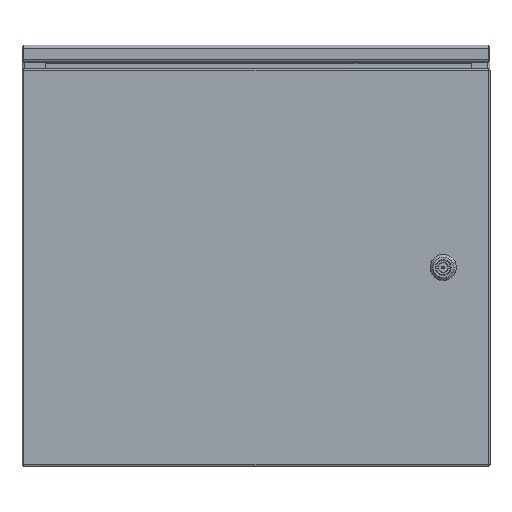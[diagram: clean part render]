
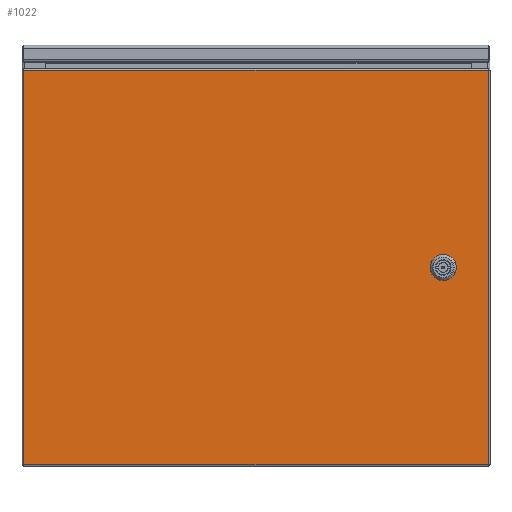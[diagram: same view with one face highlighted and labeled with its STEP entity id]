
A CAD part, top view. The second image highlights one B-rep face of the part: STEP entity #1022.
In plain terms, the highlighted planar face has unit normal (0, 0, 1).
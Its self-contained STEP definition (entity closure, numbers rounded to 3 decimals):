
#236 = AXIS2_PLACEMENT_3D ( 'NONE', #19408, #6364, #21635 ) ;
#397 = DIRECTION ( 'NONE',  ( 1., 0., 0. ) ) ;
#507 = LINE ( 'NONE', #21735, #16420 ) ;
#658 = CARTESIAN_POINT ( 'NONE',  ( 248., -210.5, 1.5 ) ) ;
#894 = ORIENTED_EDGE ( 'NONE', *, *, #23808, .F. ) ;
#1022 = ADVANCED_FACE ( 'NONE', ( #11154, #12488 ), #23631, .T. ) ;
#1043 = DIRECTION ( 'NONE',  ( -1., 0., 0. ) ) ;
#1072 = CARTESIAN_POINT ( 'NONE',  ( 194.944, 10.05, 1.5 ) ) ;
#1912 = ORIENTED_EDGE ( 'NONE', *, *, #27145, .T. ) ;
#2055 = CARTESIAN_POINT ( 'NONE',  ( 248., -210.929, 1.5 ) ) ;
#2098 = LINE ( 'NONE', #20967, #12877 ) ;
#2255 = ORIENTED_EDGE ( 'NONE', *, *, #20607, .F. ) ;
#2276 = ORIENTED_EDGE ( 'NONE', *, *, #15367, .F. ) ;
#2284 = VECTOR ( 'NONE', #13229, 1000. ) ;
#2980 = ORIENTED_EDGE ( 'NONE', *, *, #4148, .F. ) ;
#3188 = EDGE_CURVE ( 'NONE', #6012, #12933, #8006, .T. ) ;
#3410 = DIRECTION ( 'NONE',  ( 1., 0., 0. ) ) ;
#3504 = VERTEX_POINT ( 'NONE', #13314 ) ;
#3610 = VERTEX_POINT ( 'NONE', #26520 ) ;
#3614 = EDGE_CURVE ( 'NONE', #3504, #25773, #16511, .T. ) ;
#3663 = CARTESIAN_POINT ( 'NONE',  ( -248., -210.5, 1.5 ) ) ;
#3739 = CARTESIAN_POINT ( 'NONE',  ( 205.056, 10.05, 1.5 ) ) ;
#3761 = VECTOR ( 'NONE', #1043, 1000. ) ;
#3770 = DIRECTION ( 'NONE',  ( -1., 0., 0. ) ) ;
#3827 = CARTESIAN_POINT ( 'NONE',  ( 205.056, -10.05, 1.5 ) ) ;
#3866 = VECTOR ( 'NONE', #24051, 1000. ) ;
#4008 = CARTESIAN_POINT ( 'NONE',  ( 194.944, -10.05, 1.5 ) ) ;
#4148 = EDGE_CURVE ( 'NONE', #27836, #22135, #28125, .T. ) ;
#4493 = VECTOR ( 'NONE', #3770, 1000. ) ;
#4604 = ORIENTED_EDGE ( 'NONE', *, *, #3188, .F. ) ;
#4666 = ORIENTED_EDGE ( 'NONE', *, *, #3614, .F. ) ;
#4966 = EDGE_CURVE ( 'NONE', #11400, #3610, #15409, .T. ) ;
#5161 = LINE ( 'NONE', #1072, #3761 ) ;
#6012 = VERTEX_POINT ( 'NONE', #28094 ) ;
#6252 = AXIS2_PLACEMENT_3D ( 'NONE', #20382, #19115, #26912 ) ;
#6275 = VECTOR ( 'NONE', #21435, 1000. ) ;
#6364 = DIRECTION ( 'NONE',  ( 0., 0., 1. ) ) ;
#8006 = LINE ( 'NONE', #24182, #2284 ) ;
#8145 = LINE ( 'NONE', #21127, #4493 ) ;
#8300 = CARTESIAN_POINT ( 'NONE',  ( 210.05, 5.056, 1.5 ) ) ;
#8816 = CIRCLE ( 'NONE', #236, 11.25 ) ;
#10328 = VERTEX_POINT ( 'NONE', #3663 ) ;
#11154 = FACE_BOUND ( 'NONE', #13833, .T. ) ;
#11373 = EDGE_CURVE ( 'NONE', #25773, #27292, #5161, .T. ) ;
#11400 = VERTEX_POINT ( 'NONE', #658 ) ;
#12304 = CARTESIAN_POINT ( 'NONE',  ( 200., 0., 1.5 ) ) ;
#12488 = FACE_OUTER_BOUND ( 'NONE', #24867, .T. ) ;
#12877 = VECTOR ( 'NONE', #23142, 1000. ) ;
#12933 = VERTEX_POINT ( 'NONE', #18928 ) ;
#13229 = DIRECTION ( 'NONE',  ( 0., -1., 0. ) ) ;
#13314 = CARTESIAN_POINT ( 'NONE',  ( 210.05, 5.056, 1.5 ) ) ;
#13833 = EDGE_LOOP ( 'NONE', ( #4666, #2276, #2980, #894, #2255, #4604, #24052, #20656 ) ) ;
#14519 = DIRECTION ( 'NONE',  ( 1., 0., 0. ) ) ;
#14758 = ORIENTED_EDGE ( 'NONE', *, *, #4966, .T. ) ;
#15352 = CARTESIAN_POINT ( 'NONE',  ( -248., 210.5, 1.5 ) ) ;
#15367 = EDGE_CURVE ( 'NONE', #22135, #3504, #17164, .T. ) ;
#15409 = LINE ( 'NONE', #2055, #3866 ) ;
#15713 = VECTOR ( 'NONE', #18769, 1000. ) ;
#16340 = CARTESIAN_POINT ( 'NONE',  ( 210.05, -5.056, 1.5 ) ) ;
#16420 = VECTOR ( 'NONE', #23898, 1000. ) ;
#16511 = CIRCLE ( 'NONE', #26865, 11.25 ) ;
#17125 = VERTEX_POINT ( 'NONE', #4008 ) ;
#17164 = LINE ( 'NONE', #8300, #6275 ) ;
#17567 = ORIENTED_EDGE ( 'NONE', *, *, #26282, .T. ) ;
#18023 = DIRECTION ( 'NONE',  ( 0., 0., 1. ) ) ;
#18732 = CARTESIAN_POINT ( 'NONE',  ( 200., 0., 1.5 ) ) ;
#18769 = DIRECTION ( 'NONE',  ( 0., -1., 0. ) ) ;
#18835 = DIRECTION ( 'NONE',  ( 0., 0., 1. ) ) ;
#18928 = CARTESIAN_POINT ( 'NONE',  ( 189.95, -5.056, 1.5 ) ) ;
#19115 = DIRECTION ( 'NONE',  ( 0., 0., 1. ) ) ;
#19408 = CARTESIAN_POINT ( 'NONE',  ( 200., 0., 1.5 ) ) ;
#19946 = CIRCLE ( 'NONE', #23280, 11.25 ) ;
#19951 = AXIS2_PLACEMENT_3D ( 'NONE', #18732, #18023, #397 ) ;
#19963 = ORIENTED_EDGE ( 'NONE', *, *, #22361, .T. ) ;
#20382 = CARTESIAN_POINT ( 'NONE',  ( -250., -212.5, 1.5 ) ) ;
#20607 = EDGE_CURVE ( 'NONE', #12933, #17125, #19946, .T. ) ;
#20656 = ORIENTED_EDGE ( 'NONE', *, *, #11373, .F. ) ;
#20961 = CARTESIAN_POINT ( 'NONE',  ( -248., 210.929, 1.5 ) ) ;
#20967 = CARTESIAN_POINT ( 'NONE',  ( 194.944, -10.05, 1.5 ) ) ;
#21127 = CARTESIAN_POINT ( 'NONE',  ( 248.429, 210.5, 1.5 ) ) ;
#21435 = DIRECTION ( 'NONE',  ( 0., 1., 0. ) ) ;
#21635 = DIRECTION ( 'NONE',  ( 1., 0., 0. ) ) ;
#21735 = CARTESIAN_POINT ( 'NONE',  ( -248.429, -210.5, 1.5 ) ) ;
#22135 = VERTEX_POINT ( 'NONE', #16340 ) ;
#22361 = EDGE_CURVE ( 'NONE', #10328, #11400, #507, .T. ) ;
#22426 = VERTEX_POINT ( 'NONE', #15352 ) ;
#23142 = DIRECTION ( 'NONE',  ( 1., 0., 0. ) ) ;
#23280 = AXIS2_PLACEMENT_3D ( 'NONE', #12304, #27673, #14519 ) ;
#23631 = PLANE ( 'NONE',  #6252 ) ;
#23808 = EDGE_CURVE ( 'NONE', #17125, #27836, #2098, .T. ) ;
#23898 = DIRECTION ( 'NONE',  ( 1., 0., 0. ) ) ;
#23970 = EDGE_CURVE ( 'NONE', #27292, #6012, #8816, .T. ) ;
#24051 = DIRECTION ( 'NONE',  ( 0., 1., 0. ) ) ;
#24052 = ORIENTED_EDGE ( 'NONE', *, *, #23970, .F. ) ;
#24182 = CARTESIAN_POINT ( 'NONE',  ( 189.95, 5.056, 1.5 ) ) ;
#24867 = EDGE_LOOP ( 'NONE', ( #17567, #19963, #14758, #1912 ) ) ;
#25773 = VERTEX_POINT ( 'NONE', #3739 ) ;
#25863 = CARTESIAN_POINT ( 'NONE',  ( 194.944, 10.05, 1.5 ) ) ;
#26282 = EDGE_CURVE ( 'NONE', #22426, #10328, #26638, .T. ) ;
#26520 = CARTESIAN_POINT ( 'NONE',  ( 248., 210.5, 1.5 ) ) ;
#26638 = LINE ( 'NONE', #20961, #15713 ) ;
#26865 = AXIS2_PLACEMENT_3D ( 'NONE', #27949, #18835, #3410 ) ;
#26912 = DIRECTION ( 'NONE',  ( 1., 0., 0. ) ) ;
#27145 = EDGE_CURVE ( 'NONE', #3610, #22426, #8145, .T. ) ;
#27292 = VERTEX_POINT ( 'NONE', #25863 ) ;
#27673 = DIRECTION ( 'NONE',  ( 0., 0., 1. ) ) ;
#27836 = VERTEX_POINT ( 'NONE', #3827 ) ;
#27949 = CARTESIAN_POINT ( 'NONE',  ( 200., 0., 1.5 ) ) ;
#28094 = CARTESIAN_POINT ( 'NONE',  ( 189.95, 5.056, 1.5 ) ) ;
#28125 = CIRCLE ( 'NONE', #19951, 11.25 ) ;
